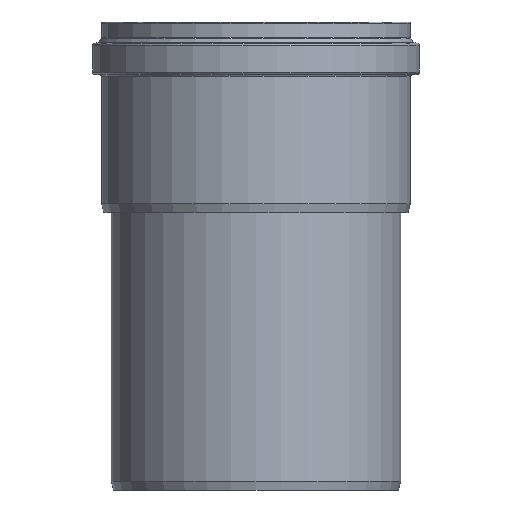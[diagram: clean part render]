
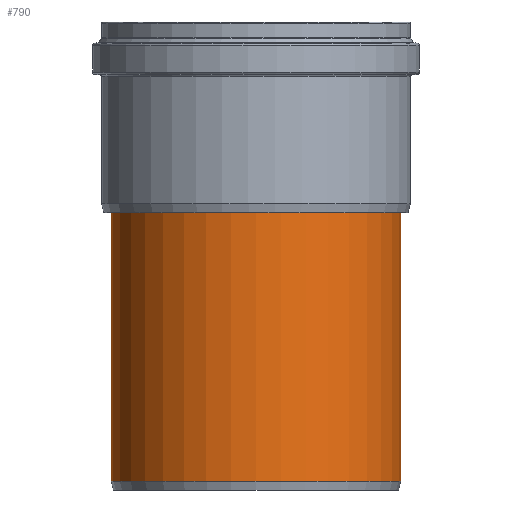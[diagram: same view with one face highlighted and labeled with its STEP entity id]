
A CAD part, left-side view. The second image highlights one B-rep face of the part: STEP entity #790.
In plain terms, the highlighted cylindrical face has radius 250 mm (diameter 500 mm), a full revolution.
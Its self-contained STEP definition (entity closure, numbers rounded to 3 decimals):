
#84=FACE_BOUND('',#256,.T.);
#85=FACE_BOUND('',#257,.T.);
#160=CYLINDRICAL_SURFACE('',#869,250.);
#179=FACE_OUTER_BOUND('',#255,.T.);
#255=EDGE_LOOP('',(#639));
#256=EDGE_LOOP('',(#640));
#257=EDGE_LOOP('',(#641));
#404=B_SPLINE_CURVE_WITH_KNOTS('',3,(#1560,#1561,#1562,#1563,#1564,#1565,
#1566,#1567,#1568,#1569,#1570,#1571,#1572,#1573,#1574,#1575,#1576,#1577,
#1578,#1579,#1580,#1581,#1582,#1583,#1584,#1585,#1586,#1587,#1588),
 .UNSPECIFIED.,.T.,.F.,(4,1,1,1,1,1,1,1,1,1,1,1,1,1,1,1,1,1,1,1,1,1,1,1,
1,1,4),(-59.156,-54.93,-52.818,-50.705,
-47.888,-46.48,-45.071,-43.663,
-42.254,-40.846,-39.437,-38.029,
-36.62,-33.803,-30.986,-28.169,
-25.353,-22.536,-19.719,-16.902,
-14.085,-11.268,-8.451,-6.338,
-4.225,-2.113,0.),.UNSPECIFIED.);
#408=CIRCLE('',#870,250.);
#409=CIRCLE('',#871,250.);
#480=VERTEX_POINT('',#1528);
#483=VERTEX_POINT('',#1593);
#484=VERTEX_POINT('',#1595);
#558=EDGE_CURVE('',#480,#480,#404,.T.);
#560=EDGE_CURVE('',#483,#483,#408,.T.);
#561=EDGE_CURVE('',#484,#484,#409,.T.);
#639=ORIENTED_EDGE('',*,*,#560,.F.);
#640=ORIENTED_EDGE('',*,*,#561,.F.);
#641=ORIENTED_EDGE('',*,*,#558,.F.);
#790=ADVANCED_FACE('',(#179,#84,#85),#160,.T.);
#869=AXIS2_PLACEMENT_3D('',#1592,#1026,#1027);
#870=AXIS2_PLACEMENT_3D('',#1594,#1028,#1029);
#871=AXIS2_PLACEMENT_3D('',#1596,#1030,#1031);
#1026=DIRECTION('center_axis',(0.,0.,1.));
#1027=DIRECTION('ref_axis',(-1.,0.,0.));
#1028=DIRECTION('center_axis',(0.,0.,-1.));
#1029=DIRECTION('ref_axis',(-1.,0.,0.));
#1030=DIRECTION('center_axis',(0.,0.,1.));
#1031=DIRECTION('ref_axis',(-1.,0.,0.));
#1528=CARTESIAN_POINT('',(236.401,81.329,326.32));
#1560=CARTESIAN_POINT('Ctrl Pts',(236.401,81.328,326.321));
#1561=CARTESIAN_POINT('Ctrl Pts',(236.323,81.558,341.333));
#1562=CARTESIAN_POINT('Ctrl Pts',(237.288,78.844,363.864));
#1563=CARTESIAN_POINT('Ctrl Pts',(240.009,70.141,392.512));
#1564=CARTESIAN_POINT('Ctrl Pts',(242.82,59.901,415.177));
#1565=CARTESIAN_POINT('Ctrl Pts',(245.665,47.246,433.728));
#1566=CARTESIAN_POINT('Ctrl Pts',(247.96,32.624,447.214));
#1567=CARTESIAN_POINT('Ctrl Pts',(249.341,19.799,454.913));
#1568=CARTESIAN_POINT('Ctrl Pts',(250.096,5.296,458.981));
#1569=CARTESIAN_POINT('Ctrl Pts',(249.955,-9.789,458.226));
#1570=CARTESIAN_POINT('Ctrl Pts',(248.977,-23.852,452.918));
#1571=CARTESIAN_POINT('Ctrl Pts',(247.466,-36.111,444.374));
#1572=CARTESIAN_POINT('Ctrl Pts',(245.693,-46.549,433.751));
#1573=CARTESIAN_POINT('Ctrl Pts',(243.222,-58.29,417.736));
#1574=CARTESIAN_POINT('Ctrl Pts',(240.257,-69.406,395.429));
#1575=CARTESIAN_POINT('Ctrl Pts',(237.544,-78.017,366.71));
#1576=CARTESIAN_POINT('Ctrl Pts',(236.162,-82.013,336.877));
#1577=CARTESIAN_POINT('Ctrl Pts',(236.568,-80.866,306.723));
#1578=CARTESIAN_POINT('Ctrl Pts',(239.07,-73.394,277.512));
#1579=CARTESIAN_POINT('Ctrl Pts',(243.421,-58.112,251.639));
#1580=CARTESIAN_POINT('Ctrl Pts',(248.095,-34.609,232.847));
#1581=CARTESIAN_POINT('Ctrl Pts',(250.567,-5.363,224.697));
#1582=CARTESIAN_POINT('Ctrl Pts',(249.33,24.812,228.66));
#1583=CARTESIAN_POINT('Ctrl Pts',(245.495,48.594,242.765));
#1584=CARTESIAN_POINT('Ctrl Pts',(241.61,64.619,261.769));
#1585=CARTESIAN_POINT('Ctrl Pts',(238.707,74.421,281.965));
#1586=CARTESIAN_POINT('Ctrl Pts',(236.877,79.963,303.808));
#1587=CARTESIAN_POINT('Ctrl Pts',(236.439,81.213,318.815));
#1588=CARTESIAN_POINT('Ctrl Pts',(236.401,81.328,326.321));
#1592=CARTESIAN_POINT('Origin',(0.,0.,0.));
#1593=CARTESIAN_POINT('',(250.,0.,15.));
#1594=CARTESIAN_POINT('Origin',(0.,0.,15.));
#1595=CARTESIAN_POINT('',(250.,0.,597.892));
#1596=CARTESIAN_POINT('Origin',(0.,0.,597.892));
